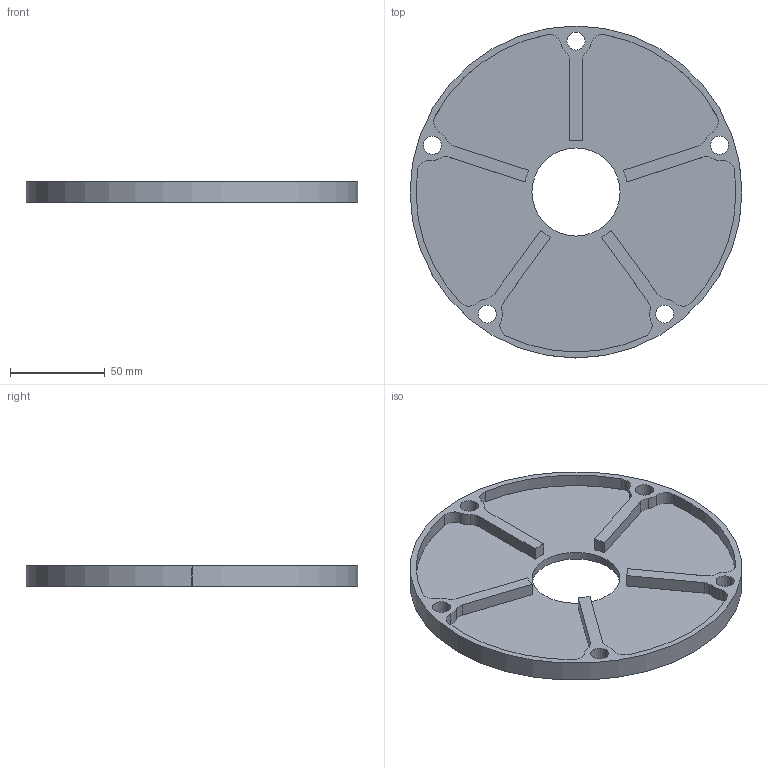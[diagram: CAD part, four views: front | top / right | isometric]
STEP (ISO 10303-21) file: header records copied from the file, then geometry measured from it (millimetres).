
FILE_DESCRIPTION((' '),'1');
FILE_NAME('3 Create Geometry Metric Nistor.step','2016-03-09 T10:18:44',(''),(''),'STEP Interface 2013 by CT CoreTechnologie','3D_Kernel_IO2013 by CT CoreTechnologie','');
FILE_SCHEMA(('AUTOMOTIVE_DESIGN'));
Length unit declared in the file: millimetre
Products named in the file (1): RDR1-2
Bounding box: 174.75 x 174.75 x 11 mm (x, y, z)
Volume: 238766.8 mm3; surface area: 118151.8 mm2
Topology: 2 solids, 2 shells, 134 faces, 384 edges, 256 vertices
Faces by surface type: cylinder 108, plane 26
Entity records: 4566 total; most frequent: DIRECTION 870, CARTESIAN_POINT 775, ORIENTED_EDGE 768, EDGE_CURVE 384, AXIS2_PLACEMENT_3D 351, VERTEX_POINT 256, CIRCLE 216, VECTOR 168
